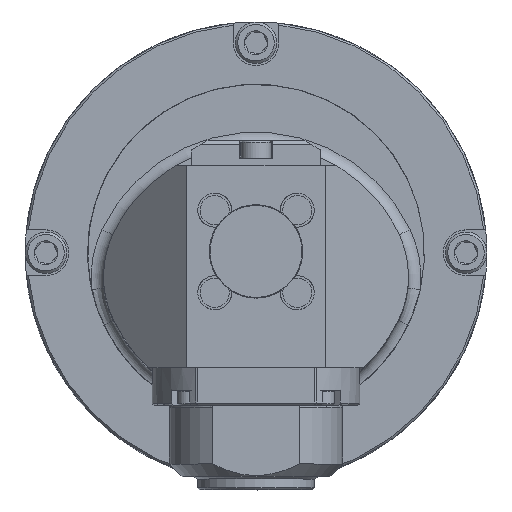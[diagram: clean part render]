
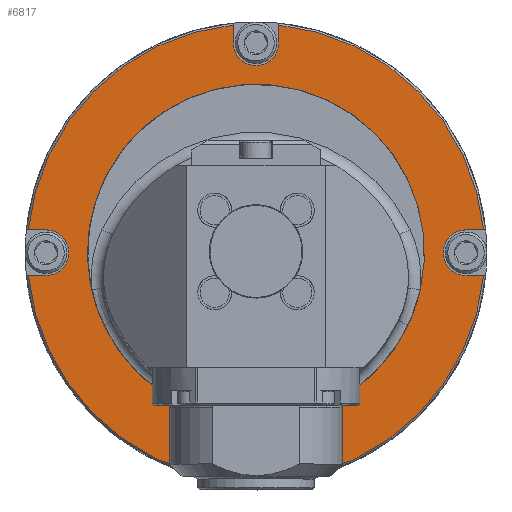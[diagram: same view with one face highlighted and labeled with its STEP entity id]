
A CAD part, top view. The second image highlights one B-rep face of the part: STEP entity #6817.
In plain terms, the highlighted planar face has unit normal (0, 0, 1).
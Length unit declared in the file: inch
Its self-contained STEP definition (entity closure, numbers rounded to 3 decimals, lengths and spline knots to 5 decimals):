
#31 = AXIS2_PLACEMENT_3D ( 'NONE', #6850, #3447, #120 ) ;
#58 = DIRECTION ( 'NONE',  ( 0., 0., 1. ) ) ;
#68 = DIRECTION ( 'NONE',  ( -1., 0., 0. ) ) ;
#93 = VERTEX_POINT ( 'NONE', #2911 ) ;
#120 = DIRECTION ( 'NONE',  ( 1., 0., 0. ) ) ;
#123 = ORIENTED_EDGE ( 'NONE', *, *, #6278, .F. ) ;
#182 = DIRECTION ( 'NONE',  ( 0., 0., 1. ) ) ;
#206 = CARTESIAN_POINT ( 'NONE',  ( 0.172, 1.71088, 0.781 ) ) ;
#265 = DIRECTION ( 'NONE',  ( 1., 0., 0. ) ) ;
#316 = VERTEX_POINT ( 'NONE', #206 ) ;
#373 = CARTESIAN_POINT ( 'NONE',  ( 0., 0., 0.781 ) ) ;
#418 = CARTESIAN_POINT ( 'NONE',  ( -0.172, 1.578, 0.781 ) ) ;
#466 = ORIENTED_EDGE ( 'NONE', *, *, #4160, .T. ) ;
#474 = EDGE_CURVE ( 'NONE', #3695, #3641, #5871, .T. ) ;
#476 = VERTEX_POINT ( 'NONE', #418 ) ;
#477 = DIRECTION ( 'NONE',  ( 1., 0., 0. ) ) ;
#697 = CARTESIAN_POINT ( 'NONE',  ( 1.578, 0.172, 0.781 ) ) ;
#703 = CARTESIAN_POINT ( 'NONE',  ( 0.172, 1.578, 0.781 ) ) ;
#814 = AXIS2_PLACEMENT_3D ( 'NONE', #3393, #58, #3924 ) ;
#820 = ORIENTED_EDGE ( 'NONE', *, *, #7267, .F. ) ;
#847 = DIRECTION ( 'NONE',  ( -1., 0., 0. ) ) ;
#874 = ORIENTED_EDGE ( 'NONE', *, *, #1355, .F. ) ;
#955 = DIRECTION ( 'NONE',  ( -1., 0., 0. ) ) ;
#984 = VERTEX_POINT ( 'NONE', #4957 ) ;
#1002 = CARTESIAN_POINT ( 'NONE',  ( 0.172, -1.578, 0.781 ) ) ;
#1036 = AXIS2_PLACEMENT_3D ( 'NONE', #373, #4216, #955 ) ;
#1066 = CARTESIAN_POINT ( 'NONE',  ( -1.578, -0.172, 0.781 ) ) ;
#1107 = ORIENTED_EDGE ( 'NONE', *, *, #4406, .F. ) ;
#1196 = ORIENTED_EDGE ( 'NONE', *, *, #6061, .T. ) ;
#1205 = CIRCLE ( 'NONE', #6210, 0.172 ) ;
#1215 = EDGE_CURVE ( 'NONE', #6967, #6302, #3160, .T. ) ;
#1271 = CARTESIAN_POINT ( 'NONE',  ( 0., 0., 0.781 ) ) ;
#1355 = EDGE_CURVE ( 'NONE', #6302, #984, #2494, .T. ) ;
#1488 = ORIENTED_EDGE ( 'NONE', *, *, #474, .F. ) ;
#1501 = VECTOR ( 'NONE', #7299, 39.37008 ) ;
#1550 = VECTOR ( 'NONE', #5538, 39.37008 ) ;
#1554 = VECTOR ( 'NONE', #5703, 39.37008 ) ;
#1590 = LINE ( 'NONE', #4394, #1501 ) ;
#1640 = LINE ( 'NONE', #2914, #1554 ) ;
#1672 = LINE ( 'NONE', #4969, #1550 ) ;
#1714 = EDGE_CURVE ( 'NONE', #3419, #6767, #1672, .T. ) ;
#1827 = DIRECTION ( 'NONE',  ( -1., 0., 0. ) ) ;
#1843 = ORIENTED_EDGE ( 'NONE', *, *, #6824, .F. ) ;
#2071 = ORIENTED_EDGE ( 'NONE', *, *, #2324, .F. ) ;
#2153 = ORIENTED_EDGE ( 'NONE', *, *, #1714, .F. ) ;
#2313 = CARTESIAN_POINT ( 'NONE',  ( 0., 0., 0.781 ) ) ;
#2324 = EDGE_CURVE ( 'NONE', #5119, #4973, #7014, .T. ) ;
#2371 = EDGE_CURVE ( 'NONE', #4326, #316, #6731, .T. ) ;
#2430 = VERTEX_POINT ( 'NONE', #6964 ) ;
#2494 = CIRCLE ( 'NONE', #4545, 0.172 ) ;
#2652 = CARTESIAN_POINT ( 'NONE',  ( 0., 0., 0.781 ) ) ;
#2687 = DIRECTION ( 'NONE',  ( 0., 0., 1. ) ) ;
#2807 = CARTESIAN_POINT ( 'NONE',  ( 0.172, 1.578, 0.781 ) ) ;
#2863 = CARTESIAN_POINT ( 'NONE',  ( 0., 1.7345, 0.781 ) ) ;
#2879 = DIRECTION ( 'NONE',  ( -1., 0., 0. ) ) ;
#2892 = DIRECTION ( 'NONE',  ( 1., 0., 0. ) ) ;
#2911 = CARTESIAN_POINT ( 'NONE',  ( -1.2655, 0., 0.781 ) ) ;
#2914 = CARTESIAN_POINT ( 'NONE',  ( -1.578, 0.172, 0.781 ) ) ;
#2929 = ORIENTED_EDGE ( 'NONE', *, *, #4660, .F. ) ;
#3039 = VECTOR ( 'NONE', #477, 39.37008 ) ;
#3160 = LINE ( 'NONE', #3456, #3039 ) ;
#3236 = DIRECTION ( 'NONE',  ( -1., 0., 0. ) ) ;
#3332 = LINE ( 'NONE', #3936, #3391 ) ;
#3340 = FACE_BOUND ( 'NONE', #6436, .T. ) ;
#3376 = CARTESIAN_POINT ( 'NONE',  ( -1.71088, 0.172, 0.781 ) ) ;
#3391 = VECTOR ( 'NONE', #6805, 39.37008 ) ;
#3393 = CARTESIAN_POINT ( 'NONE',  ( 0., 0., 0.781 ) ) ;
#3408 = DIRECTION ( 'NONE',  ( 0., 0., -1. ) ) ;
#3419 = VERTEX_POINT ( 'NONE', #7190 ) ;
#3447 = DIRECTION ( 'NONE',  ( 0., 0., 1. ) ) ;
#3456 = CARTESIAN_POINT ( 'NONE',  ( -1.578, -0.172, 0.781 ) ) ;
#3498 = CARTESIAN_POINT ( 'NONE',  ( -1.578, 0., 0.781 ) ) ;
#3567 = DIRECTION ( 'NONE',  ( 0., 0., 1. ) ) ;
#3631 = FACE_OUTER_BOUND ( 'NONE', #4247, .T. ) ;
#3641 = VERTEX_POINT ( 'NONE', #697 ) ;
#3646 = EDGE_CURVE ( 'NONE', #984, #4927, #1640, .T. ) ;
#3695 = VERTEX_POINT ( 'NONE', #6955 ) ;
#3738 = EDGE_CURVE ( 'NONE', #3641, #5119, #1205, .T. ) ;
#3924 = DIRECTION ( 'NONE',  ( -1., 0., 0. ) ) ;
#3936 = CARTESIAN_POINT ( 'NONE',  ( -0.172, 1.578, 0.781 ) ) ;
#4043 = DIRECTION ( 'NONE',  ( 1., 0., 0. ) ) ;
#4160 = EDGE_CURVE ( 'NONE', #4327, #4927, #6925, .T. ) ;
#4216 = DIRECTION ( 'NONE',  ( 0., 0., 1. ) ) ;
#4237 = ORIENTED_EDGE ( 'NONE', *, *, #5993, .T. ) ;
#4247 = EDGE_LOOP ( 'NONE', ( #820, #1196, #2071, #4524, #1488, #5908, #5711, #123, #1843, #466, #6308, #874, #4277, #4237, #2153, #1107 ) ) ;
#4277 = ORIENTED_EDGE ( 'NONE', *, *, #1215, .F. ) ;
#4326 = VERTEX_POINT ( 'NONE', #2807 ) ;
#4327 = VERTEX_POINT ( 'NONE', #5002 ) ;
#4394 = CARTESIAN_POINT ( 'NONE',  ( 0.172, -1.578, 0.781 ) ) ;
#4406 = EDGE_CURVE ( 'NONE', #4696, #3419, #5840, .T. ) ;
#4524 = ORIENTED_EDGE ( 'NONE', *, *, #3738, .F. ) ;
#4545 = AXIS2_PLACEMENT_3D ( 'NONE', #3498, #182, #4043 ) ;
#4660 = EDGE_CURVE ( 'NONE', #93, #93, #4999, .T. ) ;
#4696 = VERTEX_POINT ( 'NONE', #1002 ) ;
#4927 = VERTEX_POINT ( 'NONE', #3376 ) ;
#4957 = CARTESIAN_POINT ( 'NONE',  ( -1.578, 0.172, 0.781 ) ) ;
#4969 = CARTESIAN_POINT ( 'NONE',  ( -0.172, -1.578, 0.781 ) ) ;
#4973 = VERTEX_POINT ( 'NONE', #6228 ) ;
#4983 = CARTESIAN_POINT ( 'NONE',  ( -0.172, -1.71088, 0.781 ) ) ;
#4999 = CIRCLE ( 'NONE', #1036, 1.2655 ) ;
#5002 = CARTESIAN_POINT ( 'NONE',  ( -0.172, 1.71088, 0.781 ) ) ;
#5119 = VERTEX_POINT ( 'NONE', #5256 ) ;
#5126 = DIRECTION ( 'NONE',  ( 0., 0., 1. ) ) ;
#5256 = CARTESIAN_POINT ( 'NONE',  ( 1.578, -0.172, 0.781 ) ) ;
#5387 = CIRCLE ( 'NONE', #814, 1.7195 ) ;
#5531 = AXIS2_PLACEMENT_3D ( 'NONE', #2652, #6601, #3236 ) ;
#5538 = DIRECTION ( 'NONE',  ( 0., -1., 0. ) ) ;
#5669 = CIRCLE ( 'NONE', #6966, 0.172 ) ;
#5703 = DIRECTION ( 'NONE',  ( -1., 0., 0. ) ) ;
#5710 = DIRECTION ( 'NONE',  ( 0., 1., 0. ) ) ;
#5711 = ORIENTED_EDGE ( 'NONE', *, *, #2371, .F. ) ;
#5840 = CIRCLE ( 'NONE', #31, 0.172 ) ;
#5871 = LINE ( 'NONE', #5940, #5943 ) ;
#5908 = ORIENTED_EDGE ( 'NONE', *, *, #6352, .T. ) ;
#5940 = CARTESIAN_POINT ( 'NONE',  ( 1.578, 0.172, 0.781 ) ) ;
#5943 = VECTOR ( 'NONE', #847, 39.37008 ) ;
#5993 = EDGE_CURVE ( 'NONE', #6967, #6767, #6876, .T. ) ;
#6061 = EDGE_CURVE ( 'NONE', #2430, #4973, #6683, .T. ) ;
#6067 = CARTESIAN_POINT ( 'NONE',  ( 0., 1.578, 0.781 ) ) ;
#6210 = AXIS2_PLACEMENT_3D ( 'NONE', #7008, #3567, #265 ) ;
#6213 = PLANE ( 'NONE',  #6914 ) ;
#6228 = CARTESIAN_POINT ( 'NONE',  ( 1.71088, -0.172, 0.781 ) ) ;
#6233 = DIRECTION ( 'NONE',  ( 0., 0., 1. ) ) ;
#6278 = EDGE_CURVE ( 'NONE', #476, #4326, #5669, .T. ) ;
#6302 = VERTEX_POINT ( 'NONE', #1066 ) ;
#6308 = ORIENTED_EDGE ( 'NONE', *, *, #3646, .F. ) ;
#6328 = AXIS2_PLACEMENT_3D ( 'NONE', #2313, #6233, #2879 ) ;
#6352 = EDGE_CURVE ( 'NONE', #3695, #316, #5387, .T. ) ;
#6430 = CARTESIAN_POINT ( 'NONE',  ( -1.71088, -0.172, 0.781 ) ) ;
#6436 = EDGE_LOOP ( 'NONE', ( #2929 ) ) ;
#6601 = DIRECTION ( 'NONE',  ( 0., 0., 1. ) ) ;
#6640 = DIRECTION ( 'NONE',  ( 1., 0., 0. ) ) ;
#6683 = CIRCLE ( 'NONE', #7113, 1.7195 ) ;
#6731 = LINE ( 'NONE', #703, #6821 ) ;
#6767 = VERTEX_POINT ( 'NONE', #4983 ) ;
#6805 = DIRECTION ( 'NONE',  ( 0., -1., 0. ) ) ;
#6817 = ADVANCED_FACE ( 'NONE', ( #3340, #3631 ), #6213, .F. ) ;
#6821 = VECTOR ( 'NONE', #5710, 39.37008 ) ;
#6824 = EDGE_CURVE ( 'NONE', #4327, #476, #3332, .T. ) ;
#6832 = CARTESIAN_POINT ( 'NONE',  ( 1.578, -0.172, 0.781 ) ) ;
#6850 = CARTESIAN_POINT ( 'NONE',  ( 0., -1.578, 0.781 ) ) ;
#6876 = CIRCLE ( 'NONE', #6328, 1.7195 ) ;
#6914 = AXIS2_PLACEMENT_3D ( 'NONE', #2863, #3408, #68 ) ;
#6925 = CIRCLE ( 'NONE', #5531, 1.7195 ) ;
#6955 = CARTESIAN_POINT ( 'NONE',  ( 1.71088, 0.172, 0.781 ) ) ;
#6964 = CARTESIAN_POINT ( 'NONE',  ( 0.172, -1.71088, 0.781 ) ) ;
#6966 = AXIS2_PLACEMENT_3D ( 'NONE', #6067, #2687, #6640 ) ;
#6967 = VERTEX_POINT ( 'NONE', #6430 ) ;
#7008 = CARTESIAN_POINT ( 'NONE',  ( 1.578, 0., 0.781 ) ) ;
#7014 = LINE ( 'NONE', #6832, #7191 ) ;
#7113 = AXIS2_PLACEMENT_3D ( 'NONE', #1271, #5126, #1827 ) ;
#7190 = CARTESIAN_POINT ( 'NONE',  ( -0.172, -1.578, 0.781 ) ) ;
#7191 = VECTOR ( 'NONE', #2892, 39.37008 ) ;
#7267 = EDGE_CURVE ( 'NONE', #2430, #4696, #1590, .T. ) ;
#7299 = DIRECTION ( 'NONE',  ( 0., 1., 0. ) ) ;
